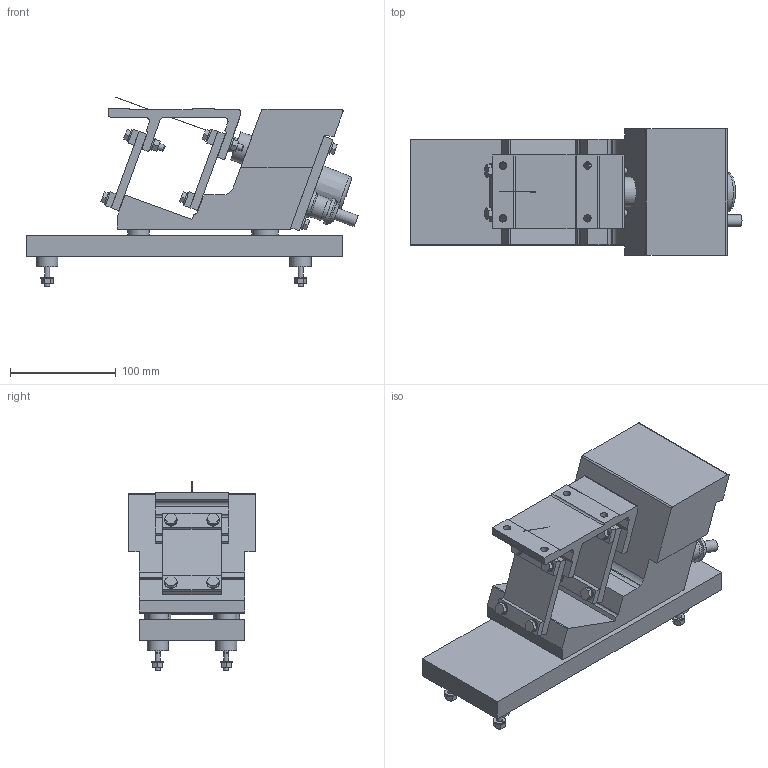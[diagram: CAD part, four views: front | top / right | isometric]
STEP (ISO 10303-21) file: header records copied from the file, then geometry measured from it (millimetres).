
FILE_DESCRIPTION(/* description */ (''),/* implementation_level */ '2;1');
FILE_NAME(/* name */ 'JD 30G',/* time_stamp */ '2016-02-04T14:53:06+01:00',/* author */ (''),/* organization */ (''),/* preprocessor_version */ 'ST-DEVELOPER v15.7',/* originating_system */ 'HiCAD 2014 1902.3 Build 554',/* authorisation */ '');
FILE_SCHEMA (('AUTOMOTIVE_DESIGN { 1 0 10303 214 1 1 1 1 }'));
Length unit declared in the file: millimetre
Products named in the file (118): Root; -_Dosierantrieb JD 30G; ENDDECKEL; SCHRAUBEN-BLATTFEDERN; SCHRAUBE; NE24018; MBKERDFV; MBBGEWFV; N128; NE24032; MBMGK_1F; N125; SCHRAUBEN-ENDDECKEL; KAPPE; HiCADRef:1260443992_TRAEGER; MANSCHETTE; BLATTFEDERN; AUSLAUF; EINLAUF; PUFFER; 0_0_0; 0087241_Verlagerungspuffer JD A-2020; GUMMIKÖRPER; DIN 913-M6x10-45H_Gewindestifte_0; DIN 913-M6x20-45H_Gewindestifte_0; KLEMMLEISTEN; AUSL-UNTEN; AUSL-OBEN; EINL-UNTEN; EINL-OBEN; GRUNDPLATTE; ROHR; 002_000X; 001_000X; PG-VERSCHRAUBUNG; GEHAEUSE; Wirklinie
Assembly tree (117 placements, depth 8):
  Root
    -_Dosierantrieb JD 30G
      ENDDECKEL
      SCHRAUBEN-BLATTFEDERN
        SCHRAUBE
          NE24018
          MBKERDFV
            MBBGEWFV
          N128
          NE24032
            MBMGK_1F
          N125
        SCHRAUBE
          NE24018
          MBKERDFV
            MBBGEWFV
          NE24032
            MBMGK_1F
          N125
          N128
        SCHRAUBE
          NE24018
          N128
        SCHRAUBE
          NE24018
          N128
        SCHRAUBE
          NE24018
          N128
        SCHRAUBE
          NE24018
          N128
        SCHRAUBE
          NE24018
          MBKERDFV
            MBBGEWFV
          N128
          NE24032
            MBMGK_1F
          N125
        SCHRAUBE
          NE24018
          MBKERDFV
            MBBGEWFV
          N128
          NE24032
            MBMGK_1F
          N125
      SCHRAUBEN-ENDDECKEL
        SCHRAUBE
          NE24018
          N125
        SCHRAUBE
          NE24018
          N125
        SCHRAUBE
          NE24018
          N125
        SCHRAUBE
          NE24018
Bounding box: 314.42 x 120 x 179.63 mm (x, y, z)
Volume: 1545572.6 mm3; surface area: 343590.6 mm2
Topology: 82 solids, 87 shells, 617 faces, 1334 edges, 886 vertices
Faces by surface type: plane 438, cylinder 145, cone 33, torus 1
Full cylindrical faces by diameter (mm): 0.1 x1, 4.773 x24, 6 x24, 6.4 x8, 7 x4, 8 x5, 11 x1, 12 x8, 14 x1, 20 x9, 22 x2, 25 x8, 25.4 x2, 28 x1
Entity records: 29850 total; most frequent: DIRECTION 3160, CARTESIAN_POINT 2848, PRESENTATION_STYLE_ASSIGNMENT 2391, OVER_RIDING_STYLED_ITEM 2305, COLOUR_RGB 2305, DRAUGHTING_PRE_DEFINED_CURVE_FONT 2304, CURVE_STYLE 2304, ORIENTED_EDGE 2304
